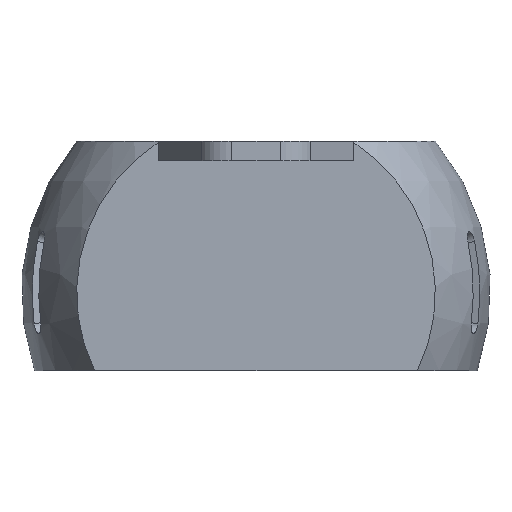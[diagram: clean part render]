
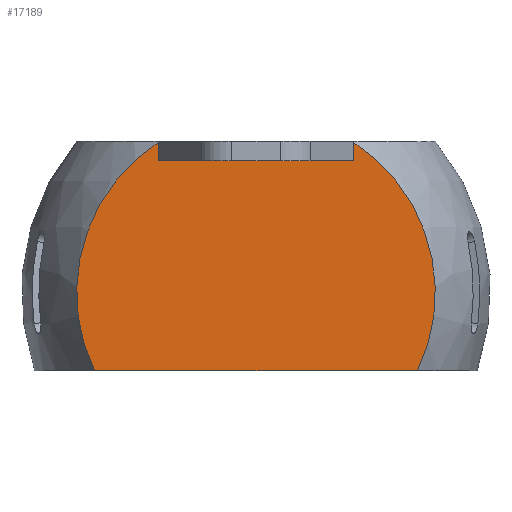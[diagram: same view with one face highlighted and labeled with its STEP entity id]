
A CAD part, left-side view. The second image highlights one B-rep face of the part: STEP entity #17189.
In plain terms, the highlighted planar face has unit normal (-1, 0, 0).
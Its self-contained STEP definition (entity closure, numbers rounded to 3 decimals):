
#55 = PLANE('',#56);
#56 = AXIS2_PLACEMENT_3D('',#57,#58,#59);
#57 = CARTESIAN_POINT('',(-31.,20.,15.));
#58 = DIRECTION('',(-0.5,0.866,0.));
#59 = DIRECTION('',(-0.866,-0.5,0.));
#84 = PLANE('',#85);
#85 = AXIS2_PLACEMENT_3D('',#86,#87,#88);
#86 = CARTESIAN_POINT('',(-50.,5.,11.));
#87 = DIRECTION('',(0.,0.,-1.));
#88 = DIRECTION('',(-1.,0.,-0.));
#165 = VERTEX_POINT('',#166);
#166 = CARTESIAN_POINT('',(-31.,20.,14.708));
#192 = EDGE_CURVE('',#165,#193,#195,.T.);
#193 = VERTEX_POINT('',#194);
#194 = CARTESIAN_POINT('',(-31.,20.,11.));
#195 = SURFACE_CURVE('',#196,(#200,#207),.PCURVE_S1.);
#196 = LINE('',#197,#198);
#197 = CARTESIAN_POINT('',(-31.,20.,15.));
#198 = VECTOR('',#199,1.);
#199 = DIRECTION('',(-0.,-0.,-1.));
#200 = PCURVE('',#55,#201);
#201 = DEFINITIONAL_REPRESENTATION('',(#202),#206);
#202 = LINE('',#203,#204);
#203 = CARTESIAN_POINT('',(0.,0.));
#204 = VECTOR('',#205,1.);
#205 = DIRECTION('',(0.,-1.));
#206 = ( GEOMETRIC_REPRESENTATION_CONTEXT(2) 
PARAMETRIC_REPRESENTATION_CONTEXT() REPRESENTATION_CONTEXT('2D SPACE',''
  ) );
#207 = PCURVE('',#208,#213);
#208 = PLANE('',#209);
#209 = AXIS2_PLACEMENT_3D('',#210,#211,#212);
#210 = CARTESIAN_POINT('',(-31.,20.,11.));
#211 = DIRECTION('',(1.,0.,-0.));
#212 = DIRECTION('',(0.,0.,1.));
#213 = DEFINITIONAL_REPRESENTATION('',(#214),#218);
#214 = LINE('',#215,#216);
#215 = CARTESIAN_POINT('',(4.,0.));
#216 = VECTOR('',#217,1.);
#217 = DIRECTION('',(-1.,0.));
#218 = ( GEOMETRIC_REPRESENTATION_CONTEXT(2) 
PARAMETRIC_REPRESENTATION_CONTEXT() REPRESENTATION_CONTEXT('2D SPACE',''
  ) );
#305 = SPHERICAL_SURFACE('',#306,48.);
#306 = AXIS2_PLACEMENT_3D('',#307,#308,#309);
#307 = CARTESIAN_POINT('',(0.,0.,-16.));
#308 = DIRECTION('',(0.,0.,1.));
#309 = DIRECTION('',(1.,0.,0.));
#326 = EDGE_CURVE('',#165,#327,#329,.T.);
#327 = VERTEX_POINT('',#328);
#328 = CARTESIAN_POINT('',(-31.,32.97,-32.));
#329 = SURFACE_CURVE('',#330,(#335,#350),.PCURVE_S1.);
#330 = CIRCLE('',#331,36.647);
#331 = AXIS2_PLACEMENT_3D('',#332,#333,#334);
#332 = CARTESIAN_POINT('',(-31.,0.,-16.));
#333 = DIRECTION('',(-1.,0.,0.));
#334 = DIRECTION('',(0.,0.,-1.));
#335 = PCURVE('',#305,#336);
#336 = DEFINITIONAL_REPRESENTATION('',(#337),#349);
#337 = B_SPLINE_CURVE_WITH_KNOTS('',10,(#338,#339,#340,#341,#342,#343,
    #344,#345,#346,#347,#348),.UNSPECIFIED.,.F.,.F.,(11,11),(
    3.704,5.164),.PIECEWISE_BEZIER_KNOTS.);
#338 = CARTESIAN_POINT('',(2.579,0.702));
#339 = CARTESIAN_POINT('',(2.475,0.624));
#340 = CARTESIAN_POINT('',(2.396,0.532));
#341 = CARTESIAN_POINT('',(2.341,0.431));
#342 = CARTESIAN_POINT('',(2.302,0.324));
#343 = CARTESIAN_POINT('',(2.277,0.214));
#344 = CARTESIAN_POINT('',(2.264,0.102));
#345 = CARTESIAN_POINT('',(2.261,-0.011));
#346 = CARTESIAN_POINT('',(2.269,-0.123));
#347 = CARTESIAN_POINT('',(2.29,-0.233));
#348 = CARTESIAN_POINT('',(2.325,-0.34));
#349 = ( GEOMETRIC_REPRESENTATION_CONTEXT(2) 
PARAMETRIC_REPRESENTATION_CONTEXT() REPRESENTATION_CONTEXT('2D SPACE',''
  ) );
#350 = PCURVE('',#208,#351);
#351 = DEFINITIONAL_REPRESENTATION('',(#352),#360);
#352 = ( BOUNDED_CURVE() B_SPLINE_CURVE(2,(#353,#354,#355,#356,#357,#358
,#359),.UNSPECIFIED.,.T.,.F.) B_SPLINE_CURVE_WITH_KNOTS((1,2,2,2,2,1),(
    -2.094,0.,2.094,4.189,6.283,
8.378),.UNSPECIFIED.) CURVE() GEOMETRIC_REPRESENTATION_ITEM() 
RATIONAL_B_SPLINE_CURVE((1.,0.5,1.,0.5,1.,0.5,1.)) REPRESENTATION_ITEM(
  '') );
#353 = CARTESIAN_POINT('',(-63.647,20.));
#354 = CARTESIAN_POINT('',(-63.647,83.474));
#355 = CARTESIAN_POINT('',(-8.677,51.737));
#356 = CARTESIAN_POINT('',(46.294,20.));
#357 = CARTESIAN_POINT('',(-8.677,-11.737));
#358 = CARTESIAN_POINT('',(-63.647,-43.474));
#359 = CARTESIAN_POINT('',(-63.647,20.));
#360 = ( GEOMETRIC_REPRESENTATION_CONTEXT(2) 
PARAMETRIC_REPRESENTATION_CONTEXT() REPRESENTATION_CONTEXT('2D SPACE',''
  ) );
#447 = PLANE('',#448);
#448 = AXIS2_PLACEMENT_3D('',#449,#450,#451);
#449 = CARTESIAN_POINT('',(-31.,0.,-32.));
#450 = DIRECTION('',(0.,0.,1.));
#451 = DIRECTION('',(1.,0.,-0.));
#7504 = EDGE_CURVE('',#193,#7505,#7507,.T.);
#7505 = VERTEX_POINT('',#7506);
#7506 = CARTESIAN_POINT('',(-31.,-20.,11.));
#7507 = SURFACE_CURVE('',#7508,(#7512,#7519),.PCURVE_S1.);
#7508 = LINE('',#7509,#7510);
#7509 = CARTESIAN_POINT('',(-31.,5.532,11.));
#7510 = VECTOR('',#7511,1.);
#7511 = DIRECTION('',(-0.,-1.,-0.));
#7512 = PCURVE('',#84,#7513);
#7513 = DEFINITIONAL_REPRESENTATION('',(#7514),#7518);
#7514 = LINE('',#7515,#7516);
#7515 = CARTESIAN_POINT('',(-19.,0.532));
#7516 = VECTOR('',#7517,1.);
#7517 = DIRECTION('',(0.,-1.));
#7518 = ( GEOMETRIC_REPRESENTATION_CONTEXT(2) 
PARAMETRIC_REPRESENTATION_CONTEXT() REPRESENTATION_CONTEXT('2D SPACE',''
  ) );
#7519 = PCURVE('',#208,#7520);
#7520 = DEFINITIONAL_REPRESENTATION('',(#7521),#7525);
#7521 = LINE('',#7522,#7523);
#7522 = CARTESIAN_POINT('',(0.,14.468));
#7523 = VECTOR('',#7524,1.);
#7524 = DIRECTION('',(0.,1.));
#7525 = ( GEOMETRIC_REPRESENTATION_CONTEXT(2) 
PARAMETRIC_REPRESENTATION_CONTEXT() REPRESENTATION_CONTEXT('2D SPACE',''
  ) );
#7543 = PLANE('',#7544);
#7544 = AXIS2_PLACEMENT_3D('',#7545,#7546,#7547);
#7545 = CARTESIAN_POINT('',(-31.,-20.,15.));
#7546 = DIRECTION('',(-0.5,-0.866,-0.));
#7547 = DIRECTION('',(0.866,-0.5,0.));
#9210 = VERTEX_POINT('',#9211);
#9211 = CARTESIAN_POINT('',(-31.,-20.,14.708));
#9237 = EDGE_CURVE('',#9210,#7505,#9238,.T.);
#9238 = SURFACE_CURVE('',#9239,(#9243,#9250),.PCURVE_S1.);
#9239 = LINE('',#9240,#9241);
#9240 = CARTESIAN_POINT('',(-31.,-20.,15.));
#9241 = VECTOR('',#9242,1.);
#9242 = DIRECTION('',(0.,0.,-1.));
#9243 = PCURVE('',#7543,#9244);
#9244 = DEFINITIONAL_REPRESENTATION('',(#9245),#9249);
#9245 = LINE('',#9246,#9247);
#9246 = CARTESIAN_POINT('',(-0.,0.));
#9247 = VECTOR('',#9248,1.);
#9248 = DIRECTION('',(-0.,-1.));
#9249 = ( GEOMETRIC_REPRESENTATION_CONTEXT(2) 
PARAMETRIC_REPRESENTATION_CONTEXT() REPRESENTATION_CONTEXT('2D SPACE',''
  ) );
#9250 = PCURVE('',#208,#9251);
#9251 = DEFINITIONAL_REPRESENTATION('',(#9252),#9256);
#9252 = LINE('',#9253,#9254);
#9253 = CARTESIAN_POINT('',(4.,40.));
#9254 = VECTOR('',#9255,1.);
#9255 = DIRECTION('',(-1.,-0.));
#9256 = ( GEOMETRIC_REPRESENTATION_CONTEXT(2) 
PARAMETRIC_REPRESENTATION_CONTEXT() REPRESENTATION_CONTEXT('2D SPACE',''
  ) );
#9327 = SPHERICAL_SURFACE('',#9328,48.);
#9328 = AXIS2_PLACEMENT_3D('',#9329,#9330,#9331);
#9329 = CARTESIAN_POINT('',(0.,0.,-16.));
#9330 = DIRECTION('',(0.,0.,1.));
#9331 = DIRECTION('',(1.,0.,0.));
#9348 = EDGE_CURVE('',#9210,#9349,#9351,.T.);
#9349 = VERTEX_POINT('',#9350);
#9350 = CARTESIAN_POINT('',(-31.,-32.97,-32.));
#9351 = SURFACE_CURVE('',#9352,(#9357,#9372),.PCURVE_S1.);
#9352 = CIRCLE('',#9353,36.647);
#9353 = AXIS2_PLACEMENT_3D('',#9354,#9355,#9356);
#9354 = CARTESIAN_POINT('',(-31.,0.,-16.));
#9355 = DIRECTION('',(1.,-0.,0.));
#9356 = DIRECTION('',(0.,0.,-1.));
#9357 = PCURVE('',#9327,#9358);
#9358 = DEFINITIONAL_REPRESENTATION('',(#9359),#9371);
#9359 = B_SPLINE_CURVE_WITH_KNOTS('',10,(#9360,#9361,#9362,#9363,#9364,
    #9365,#9366,#9367,#9368,#9369,#9370),.UNSPECIFIED.,.F.,.F.,(11,11),(
    3.704,5.164),.PIECEWISE_BEZIER_KNOTS.);
#9360 = CARTESIAN_POINT('',(-2.579,0.702));
#9361 = CARTESIAN_POINT('',(-2.475,0.624));
#9362 = CARTESIAN_POINT('',(-2.396,0.532));
#9363 = CARTESIAN_POINT('',(-2.341,0.431));
#9364 = CARTESIAN_POINT('',(-2.302,0.324));
#9365 = CARTESIAN_POINT('',(-2.277,0.214));
#9366 = CARTESIAN_POINT('',(-2.264,0.102));
#9367 = CARTESIAN_POINT('',(-2.261,-0.011));
#9368 = CARTESIAN_POINT('',(-2.269,-0.123));
#9369 = CARTESIAN_POINT('',(-2.29,-0.233));
#9370 = CARTESIAN_POINT('',(-2.325,-0.34));
#9371 = ( GEOMETRIC_REPRESENTATION_CONTEXT(2) 
PARAMETRIC_REPRESENTATION_CONTEXT() REPRESENTATION_CONTEXT('2D SPACE',''
  ) );
#9372 = PCURVE('',#208,#9373);
#9373 = DEFINITIONAL_REPRESENTATION('',(#9374),#9378);
#9374 = CIRCLE('',#9375,36.647);
#9375 = AXIS2_PLACEMENT_2D('',#9376,#9377);
#9376 = CARTESIAN_POINT('',(-27.,20.));
#9377 = DIRECTION('',(-1.,0.));
#9378 = ( GEOMETRIC_REPRESENTATION_CONTEXT(2) 
PARAMETRIC_REPRESENTATION_CONTEXT() REPRESENTATION_CONTEXT('2D SPACE',''
  ) );
#17189 = ADVANCED_FACE('',(#17190),#208,.F.);
#17190 = FACE_BOUND('',#17191,.T.);
#17191 = EDGE_LOOP('',(#17192,#17193,#17194,#17195,#17216,#17217));
#17192 = ORIENTED_EDGE('',*,*,#7504,.F.);
#17193 = ORIENTED_EDGE('',*,*,#192,.F.);
#17194 = ORIENTED_EDGE('',*,*,#326,.T.);
#17195 = ORIENTED_EDGE('',*,*,#17196,.F.);
#17196 = EDGE_CURVE('',#9349,#327,#17197,.T.);
#17197 = SURFACE_CURVE('',#17198,(#17202,#17209),.PCURVE_S1.);
#17198 = LINE('',#17199,#17200);
#17199 = CARTESIAN_POINT('',(-31.,0.,-32.));
#17200 = VECTOR('',#17201,1.);
#17201 = DIRECTION('',(0.,1.,0.));
#17202 = PCURVE('',#208,#17203);
#17203 = DEFINITIONAL_REPRESENTATION('',(#17204),#17208);
#17204 = LINE('',#17205,#17206);
#17205 = CARTESIAN_POINT('',(-43.,20.));
#17206 = VECTOR('',#17207,1.);
#17207 = DIRECTION('',(0.,-1.));
#17208 = ( GEOMETRIC_REPRESENTATION_CONTEXT(2) 
PARAMETRIC_REPRESENTATION_CONTEXT() REPRESENTATION_CONTEXT('2D SPACE',''
  ) );
#17209 = PCURVE('',#447,#17210);
#17210 = DEFINITIONAL_REPRESENTATION('',(#17211),#17215);
#17211 = LINE('',#17212,#17213);
#17212 = CARTESIAN_POINT('',(0.,0.));
#17213 = VECTOR('',#17214,1.);
#17214 = DIRECTION('',(0.,1.));
#17215 = ( GEOMETRIC_REPRESENTATION_CONTEXT(2) 
PARAMETRIC_REPRESENTATION_CONTEXT() REPRESENTATION_CONTEXT('2D SPACE',''
  ) );
#17216 = ORIENTED_EDGE('',*,*,#9348,.F.);
#17217 = ORIENTED_EDGE('',*,*,#9237,.T.);
